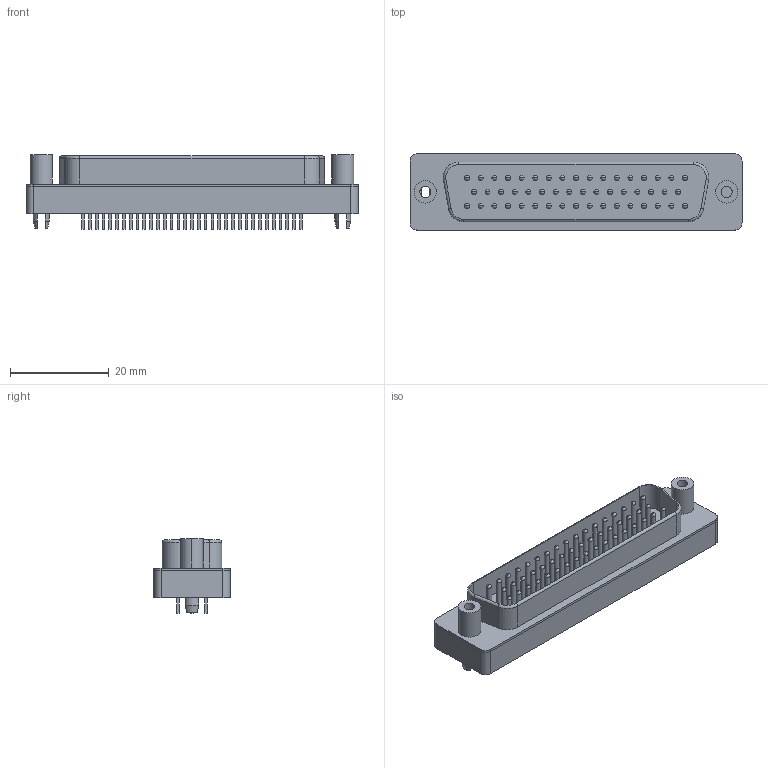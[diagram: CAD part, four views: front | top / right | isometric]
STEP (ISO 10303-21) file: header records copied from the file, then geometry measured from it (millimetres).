
FILE_DESCRIPTION((''),'2;1');
FILE_NAME('FCI_D50P24A4GV00LF.stp','2011-12-08T09:38:22',(''),(''),'Mechanical Desktop 2011','Mechanical Desktop 2011',', , ');
FILE_SCHEMA(('AUTOMOTIVE_DESIGN { 1 2 10303 214 1 1 1 1 }'));
Length unit declared in the file: millimetre
Products named in the file (1): Product
Bounding box: 67.31 x 15.46 x 15.2 mm (x, y, z)
Volume: 6971.4 mm3; surface area: 8508.8 mm2
Topology: 111 solids, 111 shells, 643 faces, 1300 edges, 778 vertices
Faces by surface type: bspline 300, cylinder 144, sphere 100, plane 91, cone 4, torus 4
Entity records: 15914 total; most frequent: CARTESIAN_POINT 3538, ORIENTED_EDGE 2400, DIRECTION 2272, EDGE_CURVE 1200, VECTOR 800, LINE 800, VERTEX_POINT 778, AXIS2_PLACEMENT_3D 736
